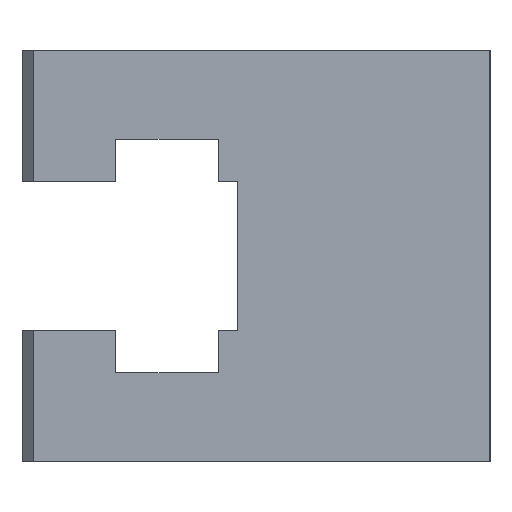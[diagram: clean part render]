
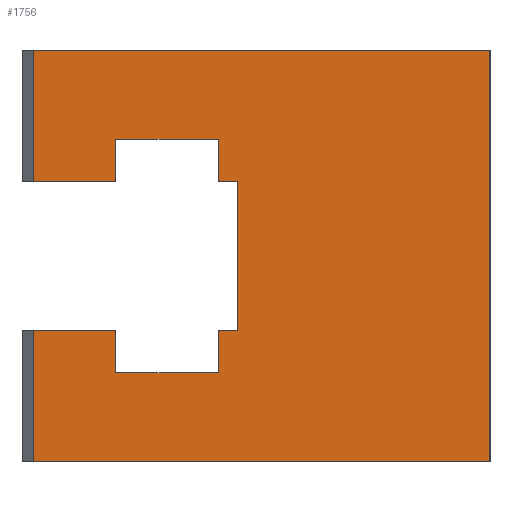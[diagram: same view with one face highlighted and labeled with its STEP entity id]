
A CAD part, left-side view. The second image highlights one B-rep face of the part: STEP entity #1756.
In plain terms, the highlighted planar face has unit normal (-1, 0, 0).
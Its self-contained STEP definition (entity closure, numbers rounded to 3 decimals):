
#1756=ADVANCED_FACE('',(#3578),#3579,.F.);
#3578=FACE_OUTER_BOUND('',#5467,.T.);
#3579=PLANE('',#5468);
#5467=EDGE_LOOP('',(#10921,#10922,#10923,#10924,#10925,#10926,#10927,#10928,#10929,#10930,#10931,#10932,#10933,#10934,#10935,#10936));
#5468=AXIS2_PLACEMENT_3D('',#10937,#10938,#10939);
#10921=ORIENTED_EDGE('',*,*,#14179,.T.);
#10922=ORIENTED_EDGE('',*,*,#14183,.T.);
#10923=ORIENTED_EDGE('',*,*,#14185,.T.);
#10924=ORIENTED_EDGE('',*,*,#14186,.T.);
#10925=ORIENTED_EDGE('',*,*,#12120,.T.);
#10926=ORIENTED_EDGE('',*,*,#14187,.T.);
#10927=ORIENTED_EDGE('',*,*,#14188,.T.);
#10928=ORIENTED_EDGE('',*,*,#14189,.T.);
#10929=ORIENTED_EDGE('',*,*,#12657,.T.);
#10930=ORIENTED_EDGE('',*,*,#14190,.T.);
#10931=ORIENTED_EDGE('',*,*,#14191,.T.);
#10932=ORIENTED_EDGE('',*,*,#14088,.T.);
#10933=ORIENTED_EDGE('',*,*,#14176,.T.);
#10934=ORIENTED_EDGE('',*,*,#14192,.F.);
#10935=ORIENTED_EDGE('',*,*,#14193,.F.);
#10936=ORIENTED_EDGE('',*,*,#12899,.F.);
#10937=CARTESIAN_POINT('',(-25.0,25.0,0.0));
#10938=DIRECTION('',(1.0,0.0,0.0));
#10939=DIRECTION('',(0.0,0.0,-1.0));
#12120=EDGE_CURVE('',#14791,#14789,#14792,.T.);
#12657=EDGE_CURVE('',#15743,#15741,#15744,.T.);
#12899=EDGE_CURVE('',#16211,#16213,#16214,.T.);
#14088=EDGE_CURVE('',#17735,#17733,#17736,.T.);
#14176=EDGE_CURVE('',#17733,#17851,#17853,.T.);
#14179=EDGE_CURVE('',#16211,#17855,#17857,.T.);
#14183=EDGE_CURVE('',#17855,#17861,#17863,.T.);
#14185=EDGE_CURVE('',#17861,#17865,#17866,.T.);
#14186=EDGE_CURVE('',#17865,#14791,#17867,.T.);
#14187=EDGE_CURVE('',#14789,#17868,#17869,.T.);
#14188=EDGE_CURVE('',#17868,#17870,#17871,.T.);
#14189=EDGE_CURVE('',#17870,#15743,#17872,.T.);
#14190=EDGE_CURVE('',#15741,#17873,#17874,.T.);
#14191=EDGE_CURVE('',#17873,#17735,#17875,.T.);
#14192=EDGE_CURVE('',#17876,#17851,#17877,.T.);
#14193=EDGE_CURVE('',#16213,#17876,#17878,.T.);
#14789=VERTEX_POINT('',#18596);
#14791=VERTEX_POINT('',#18599);
#14792=LINE('',#18600,#18601);
#15741=VERTEX_POINT('',#19967);
#15743=VERTEX_POINT('',#19970);
#15744=LINE('',#19971,#19972);
#16211=VERTEX_POINT('',#20672);
#16213=VERTEX_POINT('',#20675);
#16214=LINE('',#20676,#20677);
#17733=VERTEX_POINT('',#22909);
#17735=VERTEX_POINT('',#22912);
#17736=LINE('',#22913,#22914);
#17851=VERTEX_POINT('',#23086);
#17853=LINE('',#23089,#23090);
#17855=VERTEX_POINT('',#23092);
#17857=LINE('',#23095,#23096);
#17861=VERTEX_POINT('',#23101);
#17863=LINE('',#23104,#23105);
#17865=VERTEX_POINT('',#23107);
#17866=LINE('',#23108,#23109);
#17867=LINE('',#23110,#23111);
#17868=VERTEX_POINT('',#23112);
#17869=LINE('',#23113,#23114);
#17870=VERTEX_POINT('',#23115);
#17871=LINE('',#23116,#23117);
#17872=LINE('',#23118,#23119);
#17873=VERTEX_POINT('',#23120);
#17874=LINE('',#23121,#23122);
#17875=LINE('',#23123,#23124);
#17876=VERTEX_POINT('',#23125);
#17877=LINE('',#23126,#23127);
#17878=LINE('',#23128,#23129);
#18596=CARTESIAN_POINT('',(-25.0,29.0,8.0));
#18599=CARTESIAN_POINT('',(-25.0,29.0,12.5));
#18600=CARTESIAN_POINT('',(-25.0,29.0,0.0));
#18601=VECTOR('',#23798,1.0);
#19967=CARTESIAN_POINT('',(-25.0,29.0,-12.5));
#19970=CARTESIAN_POINT('',(-25.0,29.0,-8.0));
#19971=CARTESIAN_POINT('',(-25.0,29.0,0.0));
#19972=VECTOR('',#24409,1.0);
#20672=CARTESIAN_POINT('',(-25.0,48.75,22.0));
#20675=CARTESIAN_POINT('',(-25.0,0.0,22.0));
#20676=CARTESIAN_POINT('',(-25.0,25.0,22.0));
#20677=VECTOR('',#24647,1.0);
#22909=CARTESIAN_POINT('',(-25.0,48.75,-8.0));
#22912=CARTESIAN_POINT('',(-25.0,40.0,-8.0));
#22913=CARTESIAN_POINT('',(-25.0,31.75,-8.0));
#22914=VECTOR('',#25509,1.0);
#23086=CARTESIAN_POINT('',(-25.0,48.75,-22.0));
#23089=CARTESIAN_POINT('',(-25.0,48.75,0.0));
#23090=VECTOR('',#25568,1.0);
#23092=CARTESIAN_POINT('',(-25.0,48.75,8.0));
#23095=CARTESIAN_POINT('',(-25.0,48.75,0.0));
#23096=VECTOR('',#25570,1.0);
#23101=CARTESIAN_POINT('',(-25.0,40.0,8.0));
#23104=CARTESIAN_POINT('',(-25.0,31.75,8.0));
#23105=VECTOR('',#25573,1.0);
#23107=CARTESIAN_POINT('',(-25.0,40.0,12.5));
#23108=CARTESIAN_POINT('',(-25.0,40.0,0.0));
#23109=VECTOR('',#25574,1.0);
#23110=CARTESIAN_POINT('',(-25.0,29.75,12.5));
#23111=VECTOR('',#25575,1.0);
#23112=CARTESIAN_POINT('',(-25.0,27.0,8.0));
#23113=CARTESIAN_POINT('',(-25.0,31.75,8.0));
#23114=VECTOR('',#25576,1.0);
#23115=CARTESIAN_POINT('',(-25.0,27.0,-8.0));
#23116=CARTESIAN_POINT('',(-25.0,27.0,0.0));
#23117=VECTOR('',#25577,1.0);
#23118=CARTESIAN_POINT('',(-25.0,31.75,-8.0));
#23119=VECTOR('',#25578,1.0);
#23120=CARTESIAN_POINT('',(-25.0,40.0,-12.5));
#23121=CARTESIAN_POINT('',(-25.0,29.75,-12.5));
#23122=VECTOR('',#25579,1.0);
#23123=CARTESIAN_POINT('',(-25.0,40.0,0.0));
#23124=VECTOR('',#25580,1.0);
#23125=CARTESIAN_POINT('',(-25.0,0.0,-22.0));
#23126=CARTESIAN_POINT('',(-25.0,25.0,-22.0));
#23127=VECTOR('',#25581,1.0);
#23128=CARTESIAN_POINT('',(-25.0,0.0,0.0));
#23129=VECTOR('',#25582,1.0);
#23798=DIRECTION('',(0.0,0.0,-1.0));
#24409=DIRECTION('',(0.0,0.0,-1.0));
#24647=DIRECTION('',(0.0,-1.0,0.0));
#25509=DIRECTION('',(0.0,1.0,0.0));
#25568=DIRECTION('',(0.0,0.0,-1.0));
#25570=DIRECTION('',(0.0,0.0,-1.0));
#25573=DIRECTION('',(0.0,-1.0,0.0));
#25574=DIRECTION('',(0.0,0.0,1.0));
#25575=DIRECTION('',(0.0,-1.0,0.0));
#25576=DIRECTION('',(0.0,-1.0,0.0));
#25577=DIRECTION('',(0.0,0.0,-1.0));
#25578=DIRECTION('',(0.0,1.0,0.0));
#25579=DIRECTION('',(0.0,1.0,0.0));
#25580=DIRECTION('',(0.0,0.0,1.0));
#25581=DIRECTION('',(0.0,1.0,0.0));
#25582=DIRECTION('',(0.0,0.0,-1.0));
